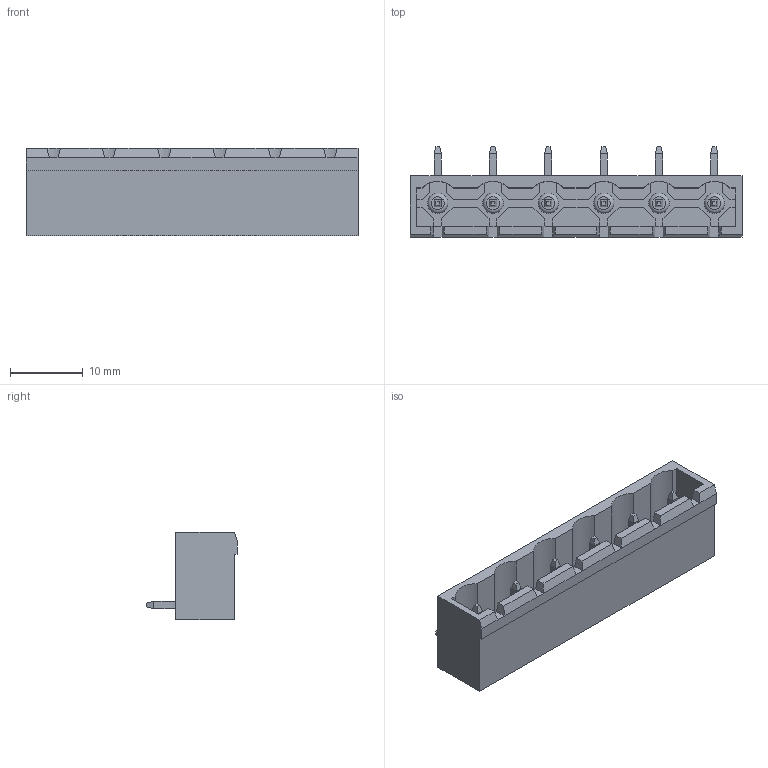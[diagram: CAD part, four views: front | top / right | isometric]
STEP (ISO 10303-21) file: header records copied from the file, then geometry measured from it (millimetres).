
FILE_DESCRIPTION( ( 'Unknown' ), '1' );
FILE_NAME( '691313410006.stp', 'Unknown', ( 'Quentin LAIDEBEUR' ), ( 'WE' ), 'PSStep 15.0.49', 'Sample-box', ' ' );
FILE_SCHEMA( ( 'AUTOMOTIVE_DESIGN { 1 0 10303 214 1 1 1 1 }' ) );
Length unit declared in the file: millimetre
Products named in the file (3): Assem1; 691318400006; 6913134100xx_PIN
Assembly tree (7 placements, depth 2):
  Assem1
    691318400006
    6913134100xx_PIN  x6
Bounding box: 45.72 x 12.5 x 12 mm (x, y, z)
Volume: 1989.3 mm3; surface area: 4029.6 mm2
Topology: 7 solids, 7 shells, 317 faces, 849 edges, 546 vertices
Faces by surface type: plane 293, cylinder 18, torus 6
Full cylindrical faces by diameter (mm): 2.8 x6
Entity records: 9292 total; most frequent: CARTESIAN_POINT 1316, ORIENTED_EDGE 1292, DIRECTION 1170, EDGE_CURVE 646, LINE 602, VECTOR 602, VERTEX_POINT 430, AXIS2_PLACEMENT_3D 284
